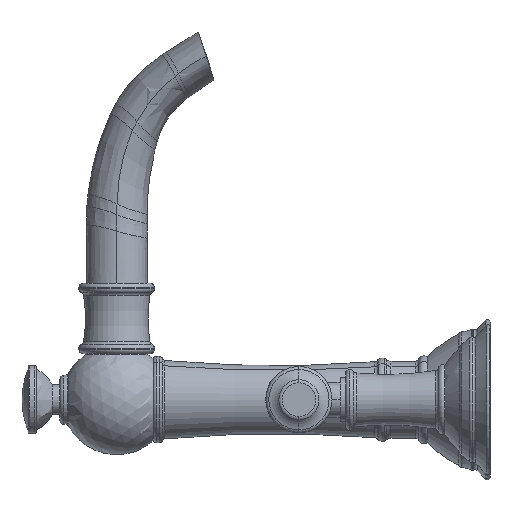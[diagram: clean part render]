
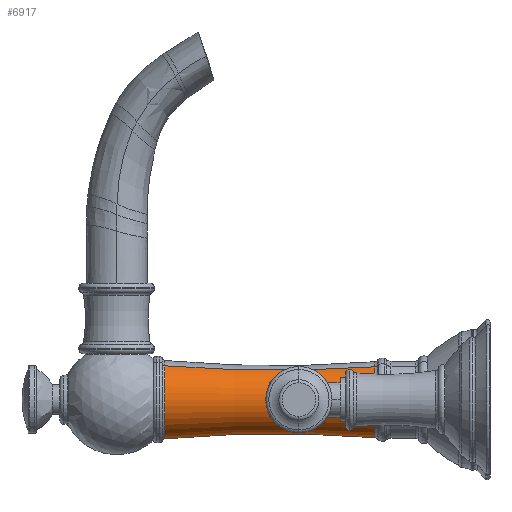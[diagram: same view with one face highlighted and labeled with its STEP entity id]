
A CAD part, left-side view. The second image highlights one B-rep face of the part: STEP entity #6917.
In plain terms, the highlighted toroidal (fillet/blend) face has major radius 473.558 mm and minor radius 460.756 mm.
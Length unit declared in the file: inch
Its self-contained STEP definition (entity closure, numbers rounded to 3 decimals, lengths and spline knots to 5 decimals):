
#4507=CARTESIAN_POINT('',(0.,4.82021,0.));
#4508=DIRECTION('',(0.,1.,0.));
#4509=DIRECTION('',(0.5,0.,-0.866));
#4510=AXIS2_PLACEMENT_3D('',#4507,#4508,#4509);
#4512=CARTESIAN_POINT('',(0.,1.70883,0.));
#4513=DIRECTION('',(0.,1.,0.));
#4514=DIRECTION('',(0.5,0.,-0.866));
#4515=AXIS2_PLACEMENT_3D('',#4512,#4513,#4514);
#4532=CARTESIAN_POINT('',(-9.322,3.16145,16.14618));
#4533=DIRECTION('',(0.866,0.,0.5));
#4534=DIRECTION('',(0.498,-0.08,-0.863));
#4535=AXIS2_PLACEMENT_3D('',#4532,#4533,#4534);
#4537=CARTESIAN_POINT('',(9.322,3.16145,-16.14618));
#4538=DIRECTION('',(0.866,0.,0.5));
#4539=DIRECTION('',(-0.498,0.091,0.862));
#4540=AXIS2_PLACEMENT_3D('',#4537,#4538,#4539);
#5887=CARTESIAN_POINT('',(-0.28113,1.70883,
0.48693));
#5888=CARTESIAN_POINT('',(0.28113,1.70883,
-0.48693));
#5889=VERTEX_POINT('',#5887);
#5890=VERTEX_POINT('',#5888);
#5891=CARTESIAN_POINT('',(0.29,4.82021,-0.50229));
#5892=CARTESIAN_POINT('',(-0.29,4.82021,0.50229));
#5893=VERTEX_POINT('',#5891);
#5894=VERTEX_POINT('',#5892);
#6903=CARTESIAN_POINT('',(0.,3.16145,0.));
#6904=DIRECTION('',(0.,-1.,0.));
#6905=DIRECTION('',(0.5,0.,-0.866));
#6906=AXIS2_PLACEMENT_3D('',#6903,#6904,#6905);
#6907=TOROIDAL_SURFACE('',#6906,18.644,18.14);
#6909=ORIENTED_EDGE('',*,*,#6908,.F.);
#6911=ORIENTED_EDGE('',*,*,#6910,.F.);
#6912=ORIENTED_EDGE('',*,*,#6897,.T.);
#6914=ORIENTED_EDGE('',*,*,#6913,.F.);
#6915=EDGE_LOOP('',(#6909,#6911,#6912,#6914));
#6916=FACE_OUTER_BOUND('',#6915,.F.);
#6917=ADVANCED_FACE('',(#6916),#6907,.F.);
#4511=CIRCLE('',#4510,0.58);
#4516=CIRCLE('',#4515,0.56226);
#4536=CIRCLE('',#4535,18.14);
#4541=CIRCLE('',#4540,18.14);
#6897=EDGE_CURVE('',#5893,#5894,#4511,.T.);
#6908=EDGE_CURVE('',#5890,#5889,#4516,.T.);
#6910=EDGE_CURVE('',#5893,#5890,#4541,.T.);
#6913=EDGE_CURVE('',#5889,#5894,#4536,.T.);
